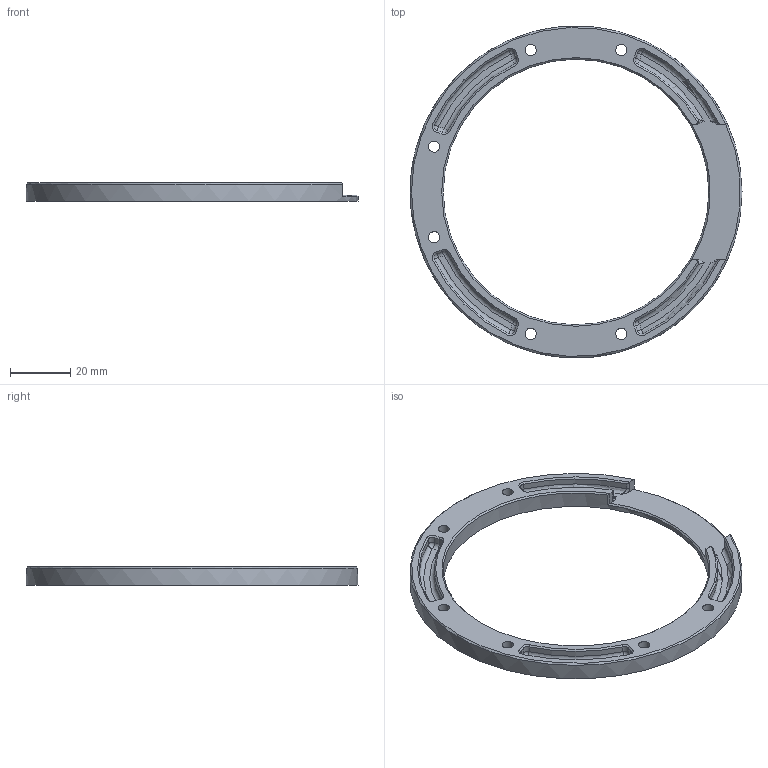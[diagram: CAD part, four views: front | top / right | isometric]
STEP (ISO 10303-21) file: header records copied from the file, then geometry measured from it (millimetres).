
FILE_DESCRIPTION(/* description */ (''),/* implementation_level */ '2;1');
FILE_NAME(/* name */ 'baseRing_ipt_49794671.STEP',/* time_stamp */ '2024-03-27T20:42:11+02:00',/* author */ ('peter'),/* organization */ (''),/* preprocessor_version */ 'ST-DEVELOPER v18.1',/* originating_system */ 'Autodesk Inventor 2021',/* authorisation */ '');
FILE_SCHEMA (('AUTOMOTIVE_DESIGN { 1 0 10303 214 3 1 1 }'));
Length unit declared in the file: millimetre
Products named in the file (1): baseRing
Bounding box: 110 x 110 x 6 mm (x, y, z)
Volume: 15310.6 mm3; surface area: 11277.2 mm2
Topology: 1 solids, 1 shells, 113 faces, 266 edges, 156 vertices
Faces by surface type: cylinder 38, cone 32, torus 14, plane 13, sphere 12, bspline 4
Full cylindrical faces by diameter (mm): 3.7 x6, 88 x1, 110 x1
Entity records: 3521 total; most frequent: CARTESIAN_POINT 797, DIRECTION 622, ORIENTED_EDGE 532, AXIS2_PLACEMENT_3D 268, EDGE_CURVE 266, VERTEX_POINT 156, CIRCLE 154, EDGE_LOOP 128
